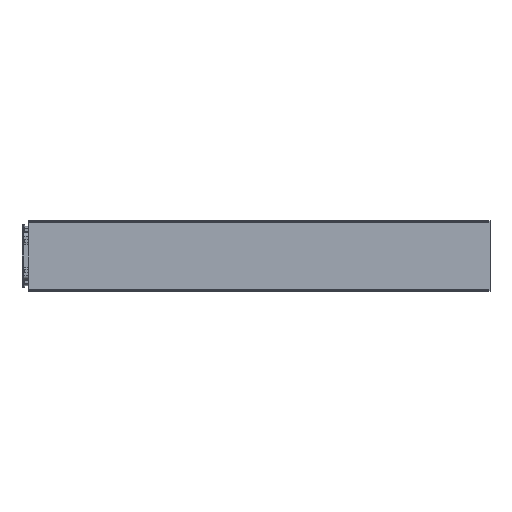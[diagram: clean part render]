
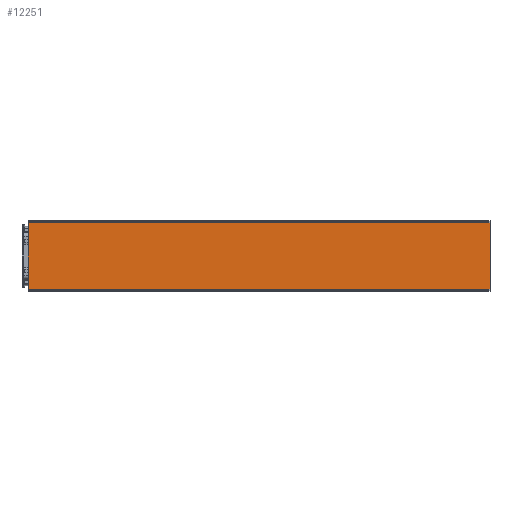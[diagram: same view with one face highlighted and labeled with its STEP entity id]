
A CAD part, top view. The second image highlights one B-rep face of the part: STEP entity #12251.
In plain terms, the highlighted planar face has unit normal (0, 0, 1).
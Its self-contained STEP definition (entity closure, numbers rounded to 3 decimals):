
#549=DIRECTION('',(0.,1.,0.));
#550=VECTOR('',#549,40.616);
#551=CARTESIAN_POINT('',(142.435,-20.308,9.957));
#552=LINE('',#551,#550);
#633=DIRECTION('',(1.,0.,0.));
#634=VECTOR('',#633,280.01);
#635=CARTESIAN_POINT('',(-137.575,-20.308,9.957));
#636=LINE('',#635,#634);
#637=DIRECTION('',(-1.,0.,0.));
#638=VECTOR('',#637,280.01);
#639=CARTESIAN_POINT('',(142.435,20.308,9.957));
#640=LINE('',#639,#638);
#653=DIRECTION('',(0.,1.,0.));
#654=VECTOR('',#653,40.616);
#655=CARTESIAN_POINT('',(-137.575,-20.308,9.957));
#656=LINE('',#655,#654);
#10889=CARTESIAN_POINT('',(142.435,-20.308,
9.957));
#10890=CARTESIAN_POINT('',(142.435,20.308,9.957));
#10891=VERTEX_POINT('',#10889);
#10892=VERTEX_POINT('',#10890);
#10893=CARTESIAN_POINT('',(-137.575,-20.308,
9.957));
#10894=CARTESIAN_POINT('',(-137.575,20.308,
9.957));
#10895=VERTEX_POINT('',#10893);
#10896=VERTEX_POINT('',#10894);
#12237=CARTESIAN_POINT('',(0.,0.,9.957));
#12238=DIRECTION('',(0.,0.,1.));
#12239=DIRECTION('',(1.,0.,0.));
#12240=AXIS2_PLACEMENT_3D('',#12237,#12238,#12239);
#12241=PLANE('',#12240);
#12242=ORIENTED_EDGE('',*,*,#12181,.F.);
#12244=ORIENTED_EDGE('',*,*,#12243,.F.);
#12246=ORIENTED_EDGE('',*,*,#12245,.T.);
#12248=ORIENTED_EDGE('',*,*,#12247,.F.);
#12249=EDGE_LOOP('',(#12242,#12244,#12246,#12248));
#12250=FACE_OUTER_BOUND('',#12249,.F.);
#12251=ADVANCED_FACE('',(#12250),#12241,.T.);
#12181=EDGE_CURVE('',#10891,#10892,#552,.T.);
#12243=EDGE_CURVE('',#10895,#10891,#636,.T.);
#12245=EDGE_CURVE('',#10895,#10896,#656,.T.);
#12247=EDGE_CURVE('',#10892,#10896,#640,.T.);
